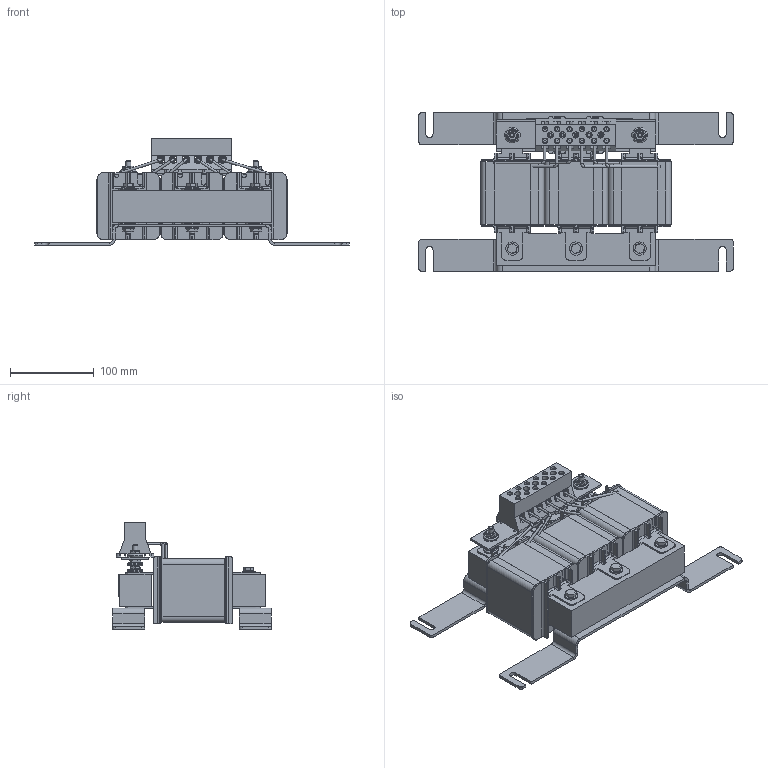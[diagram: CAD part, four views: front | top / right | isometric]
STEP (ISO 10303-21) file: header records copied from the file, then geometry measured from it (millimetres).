
FILE_DESCRIPTION(/* description */ (''),/* implementation_level */ '2;1');
FILE_NAME(/* name */ 'KDRF1HX1.stp',/* time_stamp */ '2024-11-06T14:11:43-06:00',/* author */ ('DWROBLEW'),/* organization */ (''),/* preprocessor_version */ 'ST-DEVELOPER v20',/* originating_system */ 'Autodesk Inventor 2024',/* authorisation */ '');
FILE_SCHEMA (('AUTOMOTIVE_DESIGN { 1 0 10303 214 3 1 1 }'));
Length unit declared in the file: inch
Products named in the file (19): KDRF1HX1; 23554; FRAME F I; 14578; 19324; KTR10A65HG A1; KTR10A65HG A2; KTR10A65HG B1; KTR10A65HG B2; KTR10A65HG C1; KTR10A65HG C2; 30097- LARGE  BLANK  (REACTOR); 31204; 1505; 1763; 3932; F FRAME CORE-A; 1505_1; 1502
Assembly tree (36 placements, depth 2):
  KDRF1HX1
    23554  x3
    FRAME F I
    14578
    19324
    1505_1  x6
    3932  x4
    KTR10A65HG A1
    KTR10A65HG A2
    KTR10A65HG B1
    KTR10A65HG B2
    KTR10A65HG C1
    KTR10A65HG C2
    30097- LARGE  BLANK  (REACTOR)
    1505  x4
    1763  x4
    31204  x2
    F FRAME CORE-A
    1502  x2
Bounding box: 375.89 x 189.56 x 127.56 mm (x, y, z)
Volume: 2172878.2 mm3; surface area: 534904.4 mm2
Topology: 54 solids, 66 shells, 2877 faces, 7267 edges, 4512 vertices
Faces by surface type: plane 1505, cylinder 941, torus 199, bspline 178, sphere 48, cone 6
Full cylindrical faces by diameter (mm): 2.794 x15, 3.962 x5, 4.166 x2, 4.898 x5, 5.08 x16, 5.083 x1, 6.124 x5, 6.35 x19, 6.375 x12, 6.379 x1, 6.655 x6, 7.137 x4, 7.341 x5, 7.874 x6, 8.636 x6, 14.859 x4, 15.875 x4, 18.491 x6
Entity records: 51394 total; most frequent: CARTESIAN_POINT 11358, ORIENTED_EDGE 8226, DIRECTION 7787, EDGE_CURVE 4113, LINE 2779, VECTOR 2779, VERTEX_POINT 2642, AXIS2_PLACEMENT_3D 2504
